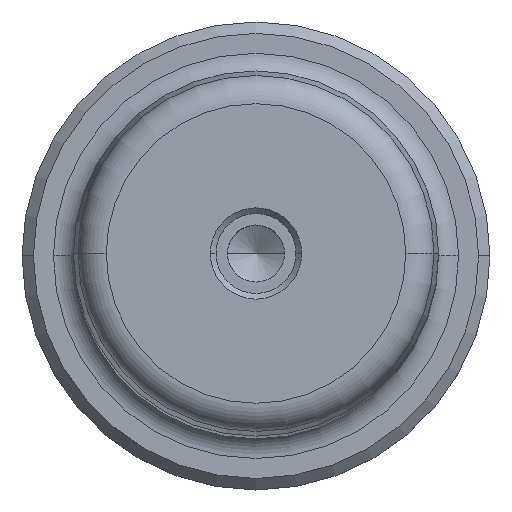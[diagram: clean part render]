
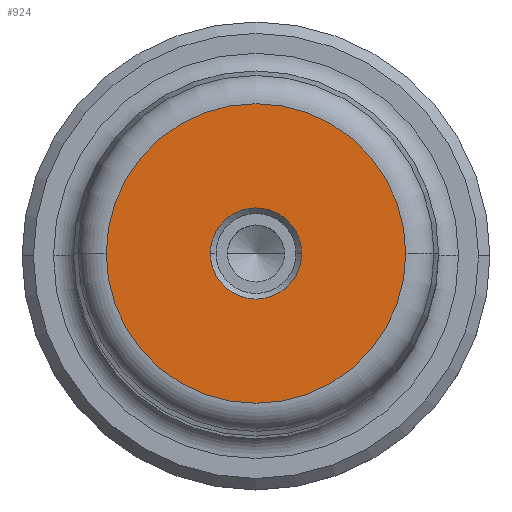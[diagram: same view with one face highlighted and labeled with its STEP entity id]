
A CAD part, top view. The second image highlights one B-rep face of the part: STEP entity #924.
In plain terms, the highlighted planar face has unit normal (0, 0, 1).
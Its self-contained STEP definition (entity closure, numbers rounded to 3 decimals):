
#43 = EDGE_CURVE ( 'NONE', #2406, #2251, #1180, .T. ) ;
#89 = AXIS2_PLACEMENT_3D ( 'NONE', #1170, #1547, #385 ) ;
#119 = ORIENTED_EDGE ( 'NONE', *, *, #416, .T. ) ;
#133 = EDGE_CURVE ( 'NONE', #1724, #1580, #2049, .T. ) ;
#266 = EDGE_LOOP ( 'NONE', ( #2283, #1328 ) ) ;
#290 = DIRECTION ( 'NONE',  ( 0., 0., 1. ) ) ;
#351 = FACE_OUTER_BOUND ( 'NONE', #2052, .T. ) ;
#385 = DIRECTION ( 'NONE',  ( 1., 0., 0. ) ) ;
#416 = EDGE_CURVE ( 'NONE', #2251, #2406, #1885, .T. ) ;
#462 = CARTESIAN_POINT ( 'NONE',  ( 0., 0., 160. ) ) ;
#554 = AXIS2_PLACEMENT_3D ( 'NONE', #1002, #2303, #1196 ) ;
#677 = DIRECTION ( 'NONE',  ( 1., 0., 0. ) ) ;
#701 = AXIS2_PLACEMENT_3D ( 'NONE', #462, #1795, #677 ) ;
#725 = CARTESIAN_POINT ( 'NONE',  ( 4., 0., 160. ) ) ;
#890 = FACE_BOUND ( 'NONE', #266, .T. ) ;
#924 = ADVANCED_FACE ( 'NONE', ( #890, #351 ), #1986, .T. ) ;
#1002 = CARTESIAN_POINT ( 'NONE',  ( 0., 0., 160. ) ) ;
#1057 = DIRECTION ( 'NONE',  ( 1., 0., 0. ) ) ;
#1170 = CARTESIAN_POINT ( 'NONE',  ( 0., 0., 160. ) ) ;
#1180 = CIRCLE ( 'NONE', #89, 13.124 ) ;
#1183 = AXIS2_PLACEMENT_3D ( 'NONE', #1796, #2174, #1057 ) ;
#1196 = DIRECTION ( 'NONE',  ( 1., 0., 0. ) ) ;
#1239 = CIRCLE ( 'NONE', #701, 4. ) ;
#1240 = CARTESIAN_POINT ( 'NONE',  ( -13.124, 0., 160. ) ) ;
#1319 = CARTESIAN_POINT ( 'NONE',  ( -4., 0., 160. ) ) ;
#1328 = ORIENTED_EDGE ( 'NONE', *, *, #1375, .T. ) ;
#1375 = EDGE_CURVE ( 'NONE', #1580, #1724, #1239, .T. ) ;
#1393 = AXIS2_PLACEMENT_3D ( 'NONE', #1448, #290, #1644 ) ;
#1448 = CARTESIAN_POINT ( 'NONE',  ( 0., 0., 160. ) ) ;
#1547 = DIRECTION ( 'NONE',  ( 0., 0., 1. ) ) ;
#1580 = VERTEX_POINT ( 'NONE', #1319 ) ;
#1644 = DIRECTION ( 'NONE',  ( 1., 0., 0. ) ) ;
#1724 = VERTEX_POINT ( 'NONE', #725 ) ;
#1795 = DIRECTION ( 'NONE',  ( 0., 0., -1. ) ) ;
#1796 = CARTESIAN_POINT ( 'NONE',  ( 0., 0., 160. ) ) ;
#1885 = CIRCLE ( 'NONE', #1393, 13.124 ) ;
#1986 = PLANE ( 'NONE',  #1183 ) ;
#2049 = CIRCLE ( 'NONE', #554, 4. ) ;
#2052 = EDGE_LOOP ( 'NONE', ( #2353, #119 ) ) ;
#2174 = DIRECTION ( 'NONE',  ( 0., 0., 1. ) ) ;
#2251 = VERTEX_POINT ( 'NONE', #1240 ) ;
#2283 = ORIENTED_EDGE ( 'NONE', *, *, #133, .T. ) ;
#2303 = DIRECTION ( 'NONE',  ( 0., 0., -1. ) ) ;
#2353 = ORIENTED_EDGE ( 'NONE', *, *, #43, .T. ) ;
#2406 = VERTEX_POINT ( 'NONE', #2436 ) ;
#2436 = CARTESIAN_POINT ( 'NONE',  ( 13.124, 0., 160. ) ) ;
